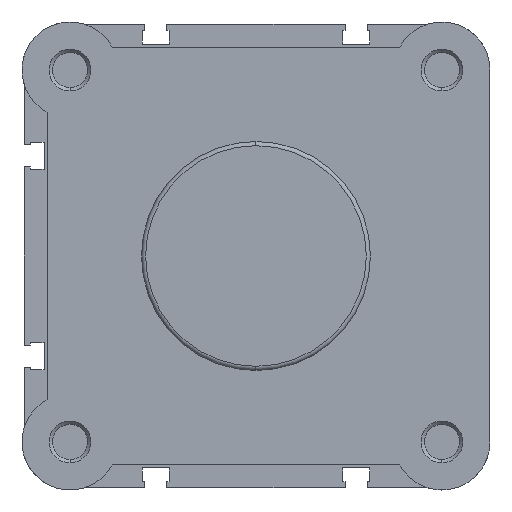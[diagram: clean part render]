
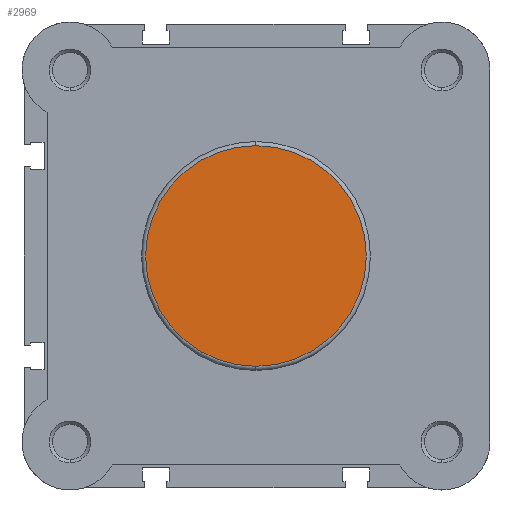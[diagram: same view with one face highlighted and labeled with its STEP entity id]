
A CAD part, left-side view. The second image highlights one B-rep face of the part: STEP entity #2969.
In plain terms, the highlighted planar face has unit normal (-1, 0, 0).
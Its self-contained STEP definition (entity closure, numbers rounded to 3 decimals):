
#382 = CARTESIAN_POINT ( 'NONE',  ( 0., 0., 26.4 ) ) ;
#383 = CARTESIAN_POINT ( 'NONE',  ( 0., 0., -26.4 ) ) ;
#956 = ORIENTED_EDGE ( 'NONE', *, *, #3324, .T. ) ;
#957 = ORIENTED_EDGE ( 'NONE', *, *, #3356, .T. ) ;
#1959 = FACE_OUTER_BOUND ( 'NONE', #6716, .T. ) ;
#2648 = CIRCLE ( 'NONE', #3975, 26.4 ) ;
#2701 = CIRCLE ( 'NONE', #3991, 26.4 ) ;
#2969 = ADVANCED_FACE ( 'NONE', ( #1959 ), #4576, .F. ) ;
#3324 = EDGE_CURVE ( 'NONE', #4236, #4237, #2648, .T. ) ;
#3356 = EDGE_CURVE ( 'NONE', #4237, #4236, #2701, .T. ) ;
#3705 = AXIS2_PLACEMENT_3D ( 'NONE', #4579, #4585, #4586 ) ;
#3975 = AXIS2_PLACEMENT_3D ( 'NONE', #5794, #5795, #5796 ) ;
#3991 = AXIS2_PLACEMENT_3D ( 'NONE', #5876, #5878, #5879 ) ;
#4236 = VERTEX_POINT ( 'NONE', #382 ) ;
#4237 = VERTEX_POINT ( 'NONE', #383 ) ;
#4576 = PLANE ( 'NONE',  #3705 ) ;
#4579 = CARTESIAN_POINT ( 'NONE',  ( 0., 27.4, 0. ) ) ;
#4585 = DIRECTION ( 'NONE',  ( 1., 0., 0. ) ) ;
#4586 = DIRECTION ( 'NONE',  ( 0., 0., -1. ) ) ;
#5794 = CARTESIAN_POINT ( 'NONE',  ( 0., 0., 0. ) ) ;
#5795 = DIRECTION ( 'NONE',  ( -1., 0., 0. ) ) ;
#5796 = DIRECTION ( 'NONE',  ( 0., 0., -1. ) ) ;
#5876 = CARTESIAN_POINT ( 'NONE',  ( 0., 0., 0. ) ) ;
#5878 = DIRECTION ( 'NONE',  ( -1., 0., 0. ) ) ;
#5879 = DIRECTION ( 'NONE',  ( 0., 0., -1. ) ) ;
#6716 = EDGE_LOOP ( 'NONE', ( #957, #956 ) ) ;
